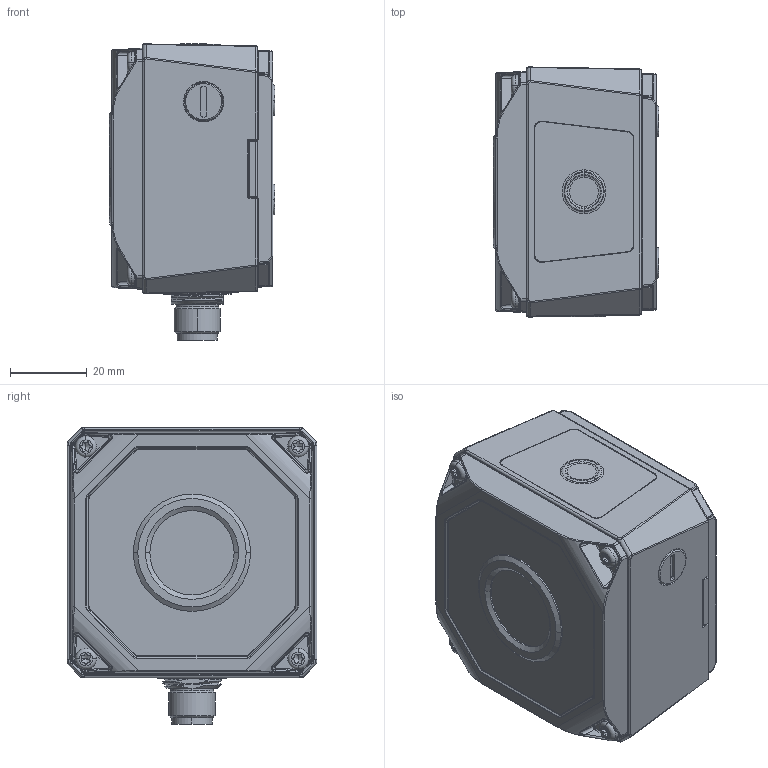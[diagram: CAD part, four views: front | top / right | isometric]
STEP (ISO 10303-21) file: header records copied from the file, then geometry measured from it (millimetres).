
FILE_DESCRIPTION((''),'2;1');
FILE_NAME('V020-3D','2019-02-15T10:52:26',('wanggangqiang'),(''),'CREO PARAMETRIC BY PTC INC, 2017260','CREO PARAMETRIC BY PTC INC, 2017260','');
FILE_SCHEMA(('CONFIG_CONTROL_DESIGN'));
Products named in the file (1): V020-3D
Bounding box: 43.2 x 65.19 x 77.47 mm (x, y, z)
Volume: 166155.1 mm3; surface area: 24837.2 mm2
Topology: 20 solids, 60 shells, 2150 faces, 5088 edges, 3106 vertices
Faces by surface type: cylinder 756, plane 589, bspline 411, torus 160, cone 152, sphere 52, extrusion 30
Entity records: 85480 total; most frequent: CARTESIAN_POINT 38902, ORIENTED_EDGE 10156, DIRECTION 8968, EDGE_CURVE 5080, AXIS2_PLACEMENT_3D 3505, VERTEX_POINT 3106, EDGE_LOOP 2266, FACE_OUTER_BOUND 2150
